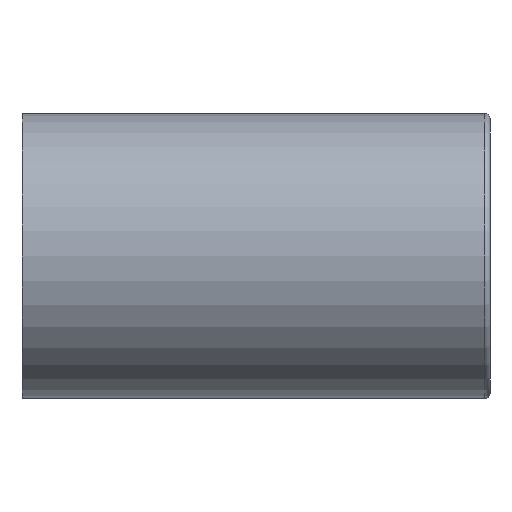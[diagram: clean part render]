
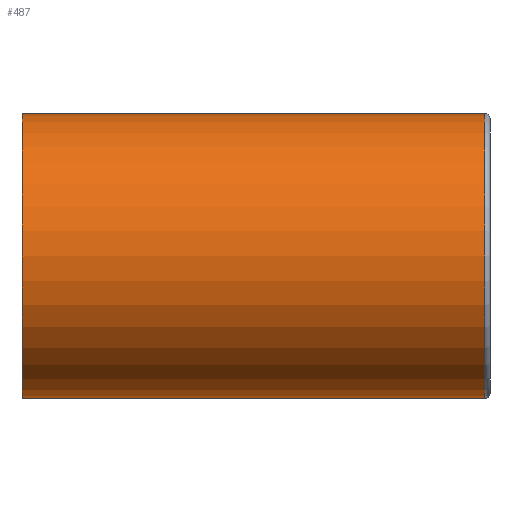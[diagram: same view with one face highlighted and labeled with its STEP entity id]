
A CAD part, left-side view. The second image highlights one B-rep face of the part: STEP entity #487.
In plain terms, the highlighted cylindrical face has radius 7 mm (diameter 14 mm), a full revolution.
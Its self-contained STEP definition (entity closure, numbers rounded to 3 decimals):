
#23=LINE('',#764,#66);
#66=VECTOR('',#608,7.);
#109=CYLINDRICAL_SURFACE('',#537,7.);
#144=FACE_OUTER_BOUND('',#176,.T.);
#176=EDGE_LOOP('',(#349,#350,#351,#352,#353));
#211=CIRCLE('',#533,7.);
#212=CIRCLE('',#534,7.);
#214=CIRCLE('',#538,7.);
#229=VERTEX_POINT('',#753);
#230=VERTEX_POINT('',#755);
#232=VERTEX_POINT('',#762);
#274=EDGE_CURVE('',#229,#230,#211,.T.);
#275=EDGE_CURVE('',#230,#229,#212,.T.);
#277=EDGE_CURVE('',#232,#232,#214,.T.);
#278=EDGE_CURVE('',#232,#230,#23,.T.);
#349=ORIENTED_EDGE('',*,*,#277,.T.);
#350=ORIENTED_EDGE('',*,*,#278,.T.);
#351=ORIENTED_EDGE('',*,*,#274,.F.);
#352=ORIENTED_EDGE('',*,*,#275,.F.);
#353=ORIENTED_EDGE('',*,*,#278,.F.);
#487=ADVANCED_FACE('',(#144),#109,.T.);
#533=AXIS2_PLACEMENT_3D('',#756,#596,#597);
#534=AXIS2_PLACEMENT_3D('',#757,#598,#599);
#537=AXIS2_PLACEMENT_3D('',#761,#604,#605);
#538=AXIS2_PLACEMENT_3D('',#763,#606,#607);
#596=DIRECTION('center_axis',(0.,-1.,0.));
#597=DIRECTION('ref_axis',(1.,0.,0.));
#598=DIRECTION('center_axis',(0.,-1.,0.));
#599=DIRECTION('ref_axis',(1.,0.,0.));
#604=DIRECTION('center_axis',(0.,1.,0.));
#605=DIRECTION('ref_axis',(1.,0.,0.));
#606=DIRECTION('center_axis',(0.,-1.,0.));
#607=DIRECTION('ref_axis',(1.,0.,0.));
#608=DIRECTION('',(0.,-1.,0.));
#753=CARTESIAN_POINT('',(0.,-22.75,7.));
#755=CARTESIAN_POINT('',(-7.,-22.75,0.));
#756=CARTESIAN_POINT('Origin',(0.,-22.75,0.));
#757=CARTESIAN_POINT('Origin',(0.,-22.75,0.));
#761=CARTESIAN_POINT('Origin',(0.,0.,0.));
#762=CARTESIAN_POINT('',(-7.,0.,0.));
#763=CARTESIAN_POINT('Origin',(0.,0.,0.));
#764=CARTESIAN_POINT('',(-7.,0.,0.));
